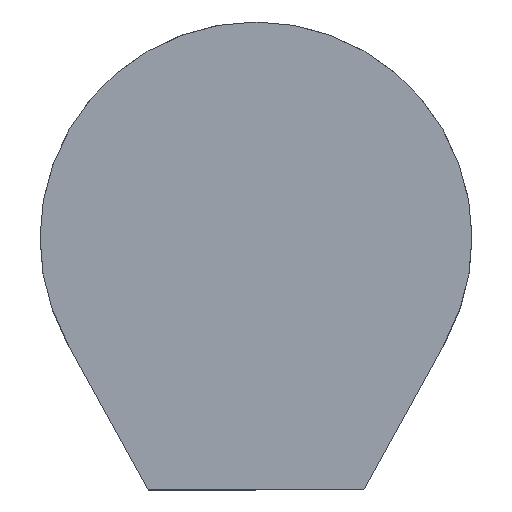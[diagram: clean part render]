
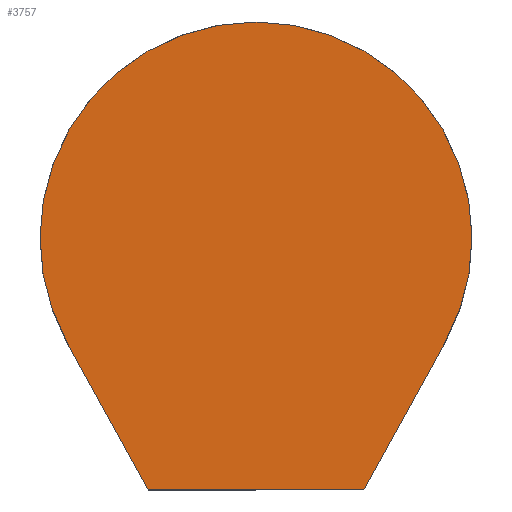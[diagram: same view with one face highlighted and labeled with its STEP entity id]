
A CAD part, top view. The second image highlights one B-rep face of the part: STEP entity #3757.
In plain terms, the highlighted face is planar.
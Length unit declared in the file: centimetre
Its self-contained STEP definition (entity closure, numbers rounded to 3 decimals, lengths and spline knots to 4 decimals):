
#41 = CARTESIAN_POINT ( 'NONE',  ( 0., 0., 0. ) ) ;
#60 = ORIENTED_EDGE ( 'NONE', *, *, #609, .F. ) ;
#220 = CARTESIAN_POINT ( 'NONE',  ( 0., -3.5, 0. ) ) ;
#226 = ORIENTED_EDGE ( 'NONE', *, *, #3780, .T. ) ;
#475 = FACE_OUTER_BOUND ( 'NONE', #3609, .T. ) ;
#517 = DIRECTION ( 'NONE',  ( 1., 0., 0. ) ) ;
#609 = EDGE_CURVE ( 'NONE', #2655, #1006, #1101, .T. ) ;
#616 = ORIENTED_EDGE ( 'NONE', *, *, #1370, .F. ) ;
#632 = EDGE_CURVE ( 'NONE', #1006, #4767, #2538, .T. ) ;
#806 = CARTESIAN_POINT ( 'NONE',  ( -3., 0., 0. ) ) ;
#832 = AXIS2_PLACEMENT_3D ( 'NONE', #1792, #3567, #3487 ) ;
#833 = CARTESIAN_POINT ( 'NONE',  ( 3., 0., 0. ) ) ;
#886 = ORIENTED_EDGE ( 'NONE', *, *, #632, .F. ) ;
#1006 = VERTEX_POINT ( 'NONE', #833 ) ;
#1009 = CARTESIAN_POINT ( 'NONE',  ( 0., 0., 0. ) ) ;
#1037 = LINE ( 'NONE', #220, #2990 ) ;
#1101 = CIRCLE ( 'NONE', #4245, 3. ) ;
#1153 = VERTEX_POINT ( 'NONE', #3430 ) ;
#1207 = AXIS2_PLACEMENT_3D ( 'NONE', #1009, #2647, #5204 ) ;
#1346 = CARTESIAN_POINT ( 'NONE',  ( 0., 0., 0. ) ) ;
#1370 = EDGE_CURVE ( 'NONE', #1153, #2655, #4775, .T. ) ;
#1494 = DIRECTION ( 'NONE',  ( 1., 0., 0. ) ) ;
#1792 = CARTESIAN_POINT ( 'NONE',  ( 0., 0., 0. ) ) ;
#1844 = DIRECTION ( 'NONE',  ( 1., 0., 0. ) ) ;
#2012 = EDGE_CURVE ( 'NONE', #4767, #4437, #3213, .T. ) ;
#2246 = PLANE ( 'NONE',  #1207 ) ;
#2538 = CIRCLE ( 'NONE', #832, 3. ) ;
#2647 = DIRECTION ( 'NONE',  ( 0., 0., 1. ) ) ;
#2655 = VERTEX_POINT ( 'NONE', #2820 ) ;
#2820 = CARTESIAN_POINT ( 'NONE',  ( 2.6293, -1.4446, 0. ) ) ;
#2925 = CARTESIAN_POINT ( 'NONE',  ( -1.5, -3.5, 0. ) ) ;
#2972 = VECTOR ( 'NONE', #5223, 100. ) ;
#2990 = VECTOR ( 'NONE', #1494, 100. ) ;
#3094 = DIRECTION ( 'NONE',  ( 0., 0., 1. ) ) ;
#3213 = CIRCLE ( 'NONE', #3478, 3. ) ;
#3289 = EDGE_CURVE ( 'NONE', #3500, #1153, #1037, .T. ) ;
#3416 = ORIENTED_EDGE ( 'NONE', *, *, #3289, .F. ) ;
#3430 = CARTESIAN_POINT ( 'NONE',  ( 1.5, -3.5, 0. ) ) ;
#3478 = AXIS2_PLACEMENT_3D ( 'NONE', #1346, #3509, #517 ) ;
#3487 = DIRECTION ( 'NONE',  ( 1., 0., 0. ) ) ;
#3500 = VERTEX_POINT ( 'NONE', #2925 ) ;
#3509 = DIRECTION ( 'NONE',  ( 0., 0., 1. ) ) ;
#3567 = DIRECTION ( 'NONE',  ( 0., 0., 1. ) ) ;
#3609 = EDGE_LOOP ( 'NONE', ( #616, #3416, #226, #3898, #886, #60 ) ) ;
#3757 = ADVANCED_FACE ( 'NONE', ( #475 ), #2246, .F. ) ;
#3780 = EDGE_CURVE ( 'NONE', #3500, #4437, #4432, .T. ) ;
#3891 = VECTOR ( 'NONE', #4408, 100. ) ;
#3898 = ORIENTED_EDGE ( 'NONE', *, *, #2012, .F. ) ;
#4245 = AXIS2_PLACEMENT_3D ( 'NONE', #41, #3094, #1844 ) ;
#4408 = DIRECTION ( 'NONE',  ( -0.482, 0.876, 0. ) ) ;
#4432 = LINE ( 'NONE', #4836, #3891 ) ;
#4437 = VERTEX_POINT ( 'NONE', #4751 ) ;
#4751 = CARTESIAN_POINT ( 'NONE',  ( -2.6293, -1.4446, 0. ) ) ;
#4767 = VERTEX_POINT ( 'NONE', #806 ) ;
#4775 = LINE ( 'NONE', #5253, #2972 ) ;
#4836 = CARTESIAN_POINT ( 'NONE',  ( -2.6293, -1.4446, 0. ) ) ;
#5204 = DIRECTION ( 'NONE',  ( 1., 0., 0. ) ) ;
#5223 = DIRECTION ( 'NONE',  ( 0.482, 0.876, 0. ) ) ;
#5253 = CARTESIAN_POINT ( 'NONE',  ( 2.6293, -1.4446, 0. ) ) ;
